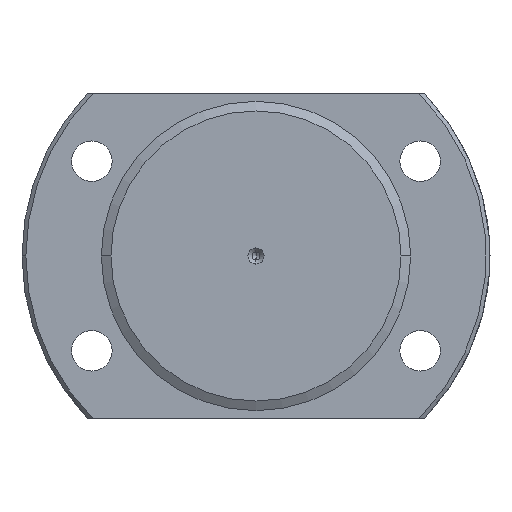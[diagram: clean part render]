
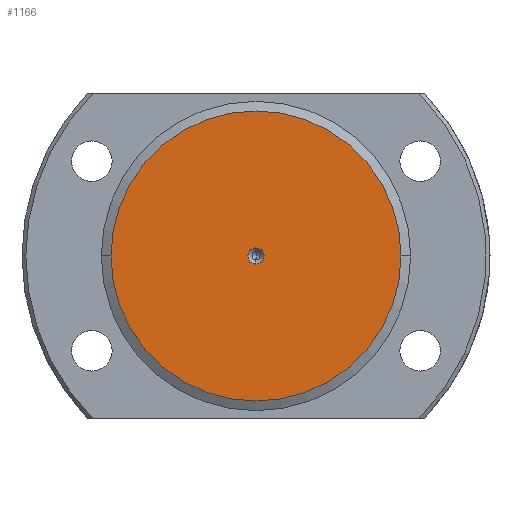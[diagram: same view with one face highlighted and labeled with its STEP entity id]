
A CAD part, left-side view. The second image highlights one B-rep face of the part: STEP entity #1166.
In plain terms, the highlighted planar face has unit normal (-1, 0, 0).
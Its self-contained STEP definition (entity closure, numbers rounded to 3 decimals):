
#23 = AXIS2_PLACEMENT_3D ( 'NONE', #3123, #2655, #649 ) ;
#53 = EDGE_CURVE ( 'NONE', #2164, #1664, #3178, .T. ) ;
#91 = EDGE_LOOP ( 'NONE', ( #1899, #662 ) ) ;
#140 = FACE_OUTER_BOUND ( 'NONE', #2485, .T. ) ;
#197 = EDGE_CURVE ( 'NONE', #1942, #2563, #3121, .T. ) ;
#331 = AXIS2_PLACEMENT_3D ( 'NONE', #2139, #3127, #652 ) ;
#399 = DIRECTION ( 'NONE',  ( 0., -1., 0. ) ) ;
#552 = EDGE_CURVE ( 'NONE', #1664, #2164, #2867, .T. ) ;
#623 = AXIS2_PLACEMENT_3D ( 'NONE', #2857, #1908, #399 ) ;
#649 = DIRECTION ( 'NONE',  ( 0., -1., 0. ) ) ;
#652 = DIRECTION ( 'NONE',  ( 0., -1., 0. ) ) ;
#662 = ORIENTED_EDGE ( 'NONE', *, *, #53, .T. ) ;
#696 = CARTESIAN_POINT ( 'NONE',  ( 0., 0., 0. ) ) ;
#1107 = CIRCLE ( 'NONE', #23, 37.5 ) ;
#1166 = ADVANCED_FACE ( 'NONE', ( #2379, #140 ), #1393, .T. ) ;
#1362 = CARTESIAN_POINT ( 'NONE',  ( 0., 0., 0. ) ) ;
#1393 = PLANE ( 'NONE',  #331 ) ;
#1398 = DIRECTION ( 'NONE',  ( -1., 0., 0. ) ) ;
#1664 = VERTEX_POINT ( 'NONE', #2693 ) ;
#1703 = DIRECTION ( 'NONE',  ( 0., -1., 0. ) ) ;
#1788 = AXIS2_PLACEMENT_3D ( 'NONE', #1362, #2880, #1703 ) ;
#1865 = CARTESIAN_POINT ( 'NONE',  ( 0., -37.5, 0. ) ) ;
#1899 = ORIENTED_EDGE ( 'NONE', *, *, #552, .T. ) ;
#1908 = DIRECTION ( 'NONE',  ( 1., 0., 0. ) ) ;
#1942 = VERTEX_POINT ( 'NONE', #1865 ) ;
#2139 = CARTESIAN_POINT ( 'NONE',  ( 0., 0., 0. ) ) ;
#2164 = VERTEX_POINT ( 'NONE', #3141 ) ;
#2379 = FACE_BOUND ( 'NONE', #91, .T. ) ;
#2485 = EDGE_LOOP ( 'NONE', ( #3003, #2691 ) ) ;
#2563 = VERTEX_POINT ( 'NONE', #2986 ) ;
#2655 = DIRECTION ( 'NONE',  ( -1., 0., 0. ) ) ;
#2668 = DIRECTION ( 'NONE',  ( 0., -1., 0. ) ) ;
#2691 = ORIENTED_EDGE ( 'NONE', *, *, #197, .T. ) ;
#2693 = CARTESIAN_POINT ( 'NONE',  ( 0., 0., 2.075 ) ) ;
#2816 = AXIS2_PLACEMENT_3D ( 'NONE', #696, #1398, #2668 ) ;
#2842 = EDGE_CURVE ( 'NONE', #2563, #1942, #1107, .T. ) ;
#2857 = CARTESIAN_POINT ( 'NONE',  ( 0., 0., 0. ) ) ;
#2867 = CIRCLE ( 'NONE', #623, 2.075 ) ;
#2880 = DIRECTION ( 'NONE',  ( 1., 0., 0. ) ) ;
#2986 = CARTESIAN_POINT ( 'NONE',  ( 0., 37.5, 0. ) ) ;
#3003 = ORIENTED_EDGE ( 'NONE', *, *, #2842, .T. ) ;
#3121 = CIRCLE ( 'NONE', #2816, 37.5 ) ;
#3123 = CARTESIAN_POINT ( 'NONE',  ( 0., 0., 0. ) ) ;
#3127 = DIRECTION ( 'NONE',  ( -1., 0., 0. ) ) ;
#3141 = CARTESIAN_POINT ( 'NONE',  ( 0., 0., -2.075 ) ) ;
#3178 = CIRCLE ( 'NONE', #1788, 2.075 ) ;
